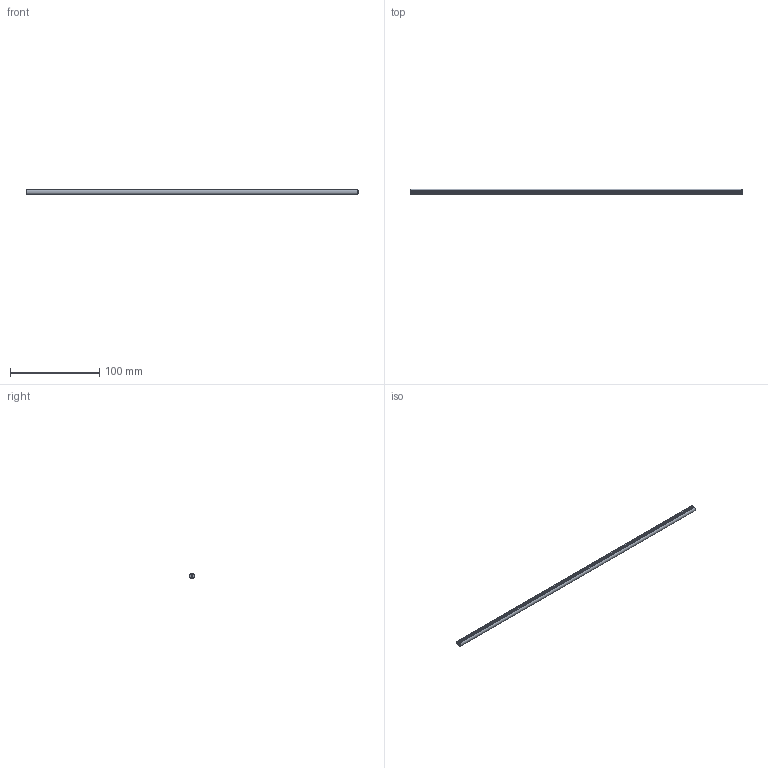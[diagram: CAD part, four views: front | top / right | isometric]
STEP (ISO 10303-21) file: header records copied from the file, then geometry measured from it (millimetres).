
FILE_DESCRIPTION(('FreeCAD Model'),'2;1');
FILE_NAME('Open CASCADE Shape Model','2024-06-18T17:50:15',(''),(''), 'Open CASCADE STEP processor 7.6','FreeCAD','Unknown');
FILE_SCHEMA(('AUTOMOTIVE_DESIGN { 1 0 10303 214 1 1 1 1 }'));
Length unit declared in the file: millimetre
Products named in the file (1): Shaft IDX BU29.75 - SPN-SFT-0239 (stemfie.org)
Bounding box: 371.88 x 6.6 x 5 mm (x, y, z)
Volume: 8488.8 mm3; surface area: 10658.5 mm2
Topology: 1 solids, 1 shells, 1104 faces, 3458 edges, 2144 vertices
Faces by surface type: cylinder 360, plane 312, cone 242, extrusion 190
Full cylindrical faces by diameter (mm): 2 x358
Entity records: 39722 total; most frequent: CARTESIAN_POINT 7847, ORIENTED_EDGE 6916, DIRECTION 6552, EDGE_CURVE 3458, AXIS2_PLACEMENT_3D 2369, VERTEX_POINT 2144, VECTOR 1814, LINE 1624
